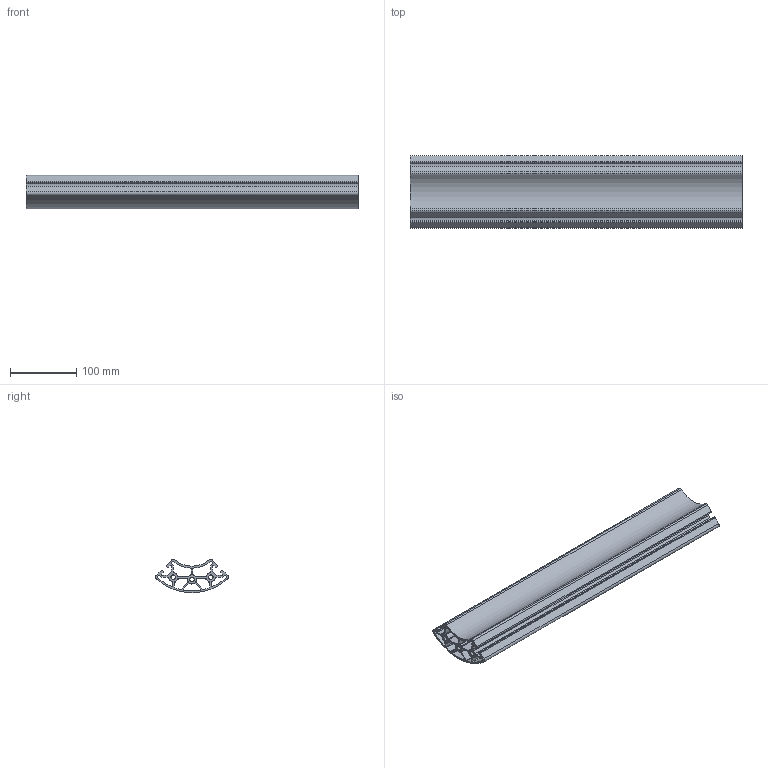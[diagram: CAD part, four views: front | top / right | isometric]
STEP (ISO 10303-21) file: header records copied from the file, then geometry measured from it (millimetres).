
FILE_DESCRIPTION (( 'STEP AP214' ), '1' );
FILE_NAME ('RP1440 8 40x90°R Light.STEP', '2026-02-24T12:57:39', ( '' ), ( '' ), 'SwSTEP 2.0', 'SolidWorks 2026', '' );
FILE_SCHEMA (( 'AUTOMOTIVE_DESIGN' ));
Length unit declared in the file: millimetre
Products named in the file (1): RP1440 8 40x90°R Light
Bounding box: 500 x 109.67 x 49.92 mm (x, y, z)
Volume: 755600.9 mm3; surface area: 447764.5 mm2
Topology: 1 solids, 1 shells, 160 faces, 474 edges, 316 vertices
Faces by surface type: cylinder 116, plane 44
Entity records: 5533 total; most frequent: DIRECTION 1028, CARTESIAN_POINT 951, ORIENTED_EDGE 948, EDGE_CURVE 474, AXIS2_PLACEMENT_3D 393, VERTEX_POINT 316, LINE 242, VECTOR 242
